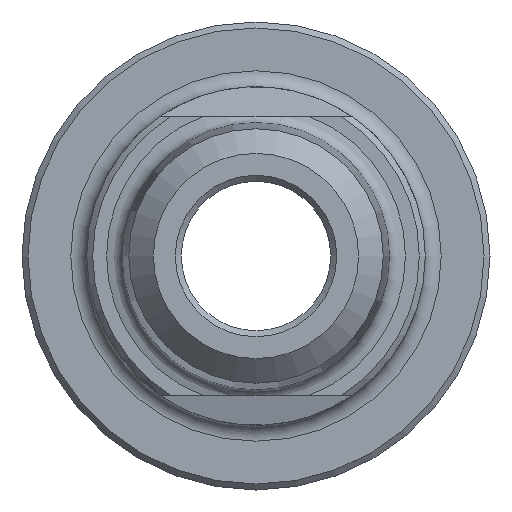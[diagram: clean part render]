
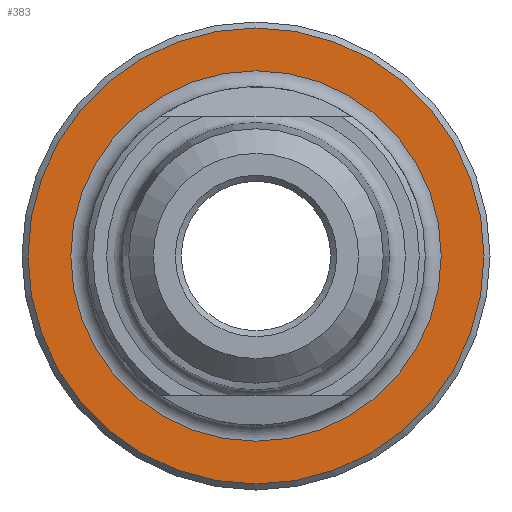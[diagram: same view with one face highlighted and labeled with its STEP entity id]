
A CAD part, left-side view. The second image highlights one B-rep face of the part: STEP entity #383.
In plain terms, the highlighted planar face has unit normal (-1, 0, 0).
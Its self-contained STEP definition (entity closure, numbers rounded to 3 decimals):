
#15=FACE_BOUND('',#101,.T.);
#38=CIRCLE('',#442,9.3);
#39=CIRCLE('',#444,11.45);
#78=FACE_OUTER_BOUND('',#100,.T.);
#100=EDGE_LOOP('',(#316));
#101=EDGE_LOOP('',(#317));
#178=VERTEX_POINT('',#692);
#179=VERTEX_POINT('',#696);
#228=EDGE_CURVE('',#178,#178,#38,.T.);
#229=EDGE_CURVE('',#179,#179,#39,.T.);
#316=ORIENTED_EDGE('',*,*,#229,.F.);
#317=ORIENTED_EDGE('',*,*,#228,.F.);
#369=PLANE('',#443);
#383=ADVANCED_FACE('',(#78,#15),#369,.T.);
#442=AXIS2_PLACEMENT_3D('',#694,#537,#538);
#443=AXIS2_PLACEMENT_3D('',#695,#539,#540);
#444=AXIS2_PLACEMENT_3D('',#697,#541,#542);
#537=DIRECTION('center_axis',(-1.,0.,0.));
#538=DIRECTION('ref_axis',(0.,-1.,0.));
#539=DIRECTION('center_axis',(-1.,0.,0.));
#540=DIRECTION('ref_axis',(0.,0.,1.));
#541=DIRECTION('center_axis',(1.,0.,0.));
#542=DIRECTION('ref_axis',(0.,-1.,0.));
#692=CARTESIAN_POINT('',(-3.,0.,9.3));
#694=CARTESIAN_POINT('Origin',(-3.,0.,0.));
#695=CARTESIAN_POINT('Origin',(-3.,11.75,0.));
#696=CARTESIAN_POINT('',(-3.,11.45,0.));
#697=CARTESIAN_POINT('Origin',(-3.,0.,0.));
